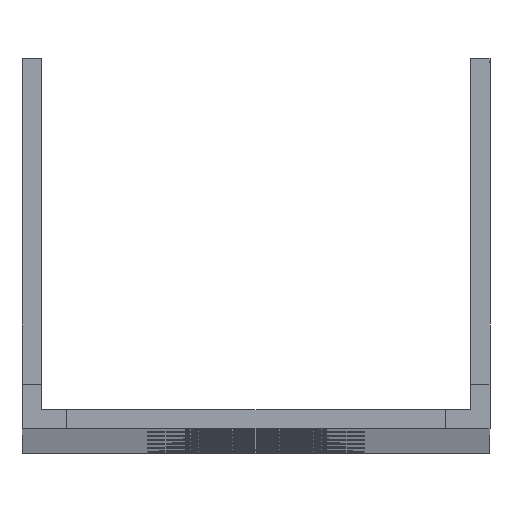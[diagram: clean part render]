
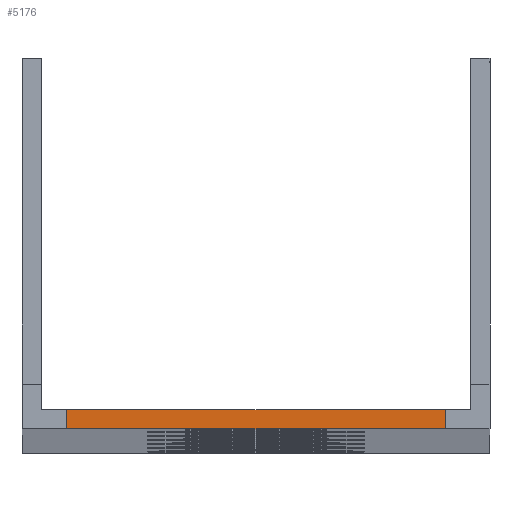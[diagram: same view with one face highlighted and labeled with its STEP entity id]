
A CAD part, top view. The second image highlights one B-rep face of the part: STEP entity #5176.
In plain terms, the highlighted planar face has unit normal (0, 0, 1).
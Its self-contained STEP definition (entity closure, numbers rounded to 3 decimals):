
#687=FACE_OUTER_BOUND('',#1075,.T.);
#1075=EDGE_LOOP('',(#3824,#3825,#3826,#3827));
#1387=LINE('',#7474,#1805);
#1480=LINE('',#7956,#1898);
#1560=LINE('',#8263,#1978);
#1562=LINE('',#8266,#1980);
#1805=VECTOR('',#5977,10.);
#1898=VECTOR('',#6374,10.);
#1978=VECTOR('',#6604,10.);
#1980=VECTOR('',#6608,10.);
#2223=VERTEX_POINT('',#7471);
#2224=VERTEX_POINT('',#7473);
#2460=VERTEX_POINT('',#7953);
#2461=VERTEX_POINT('',#7955);
#2699=EDGE_CURVE('',#2223,#2224,#1387,.T.);
#2940=EDGE_CURVE('',#2461,#2460,#1480,.T.);
#3094=EDGE_CURVE('',#2223,#2461,#1560,.T.);
#3096=EDGE_CURVE('',#2460,#2224,#1562,.T.);
#3824=ORIENTED_EDGE('',*,*,#3096,.T.);
#3825=ORIENTED_EDGE('',*,*,#2699,.F.);
#3826=ORIENTED_EDGE('',*,*,#3094,.T.);
#3827=ORIENTED_EDGE('',*,*,#2940,.T.);
#4843=PLANE('',#5661);
#5176=ADVANCED_FACE('',(#687),#4843,.F.);
#5661=AXIS2_PLACEMENT_3D('',#8270,#6611,#6612);
#5977=DIRECTION('',(-1.,0.,0.));
#6374=DIRECTION('',(-1.,0.,0.));
#6604=DIRECTION('',(0.,1.,0.));
#6608=DIRECTION('',(0.,-1.,0.));
#6611=DIRECTION('center_axis',(0.,0.,
-1.));
#6612=DIRECTION('ref_axis',(-1.,0.,0.));
#7471=CARTESIAN_POINT('',(-29.679,0.,0.));
#7473=CARTESIAN_POINT('',(-59.321,0.,0.));
#7474=CARTESIAN_POINT('',(0.,0.,0.));
#7953=CARTESIAN_POINT('',(-59.321,1.5,0.));
#7955=CARTESIAN_POINT('',(-29.679,1.5,0.));
#7956=CARTESIAN_POINT('',(0.,1.5,0.));
#8263=CARTESIAN_POINT('',(-29.679,0.75,0.));
#8266=CARTESIAN_POINT('',(-59.321,0.75,0.));
#8270=CARTESIAN_POINT('Origin',(-23.429,3.5,0.));
